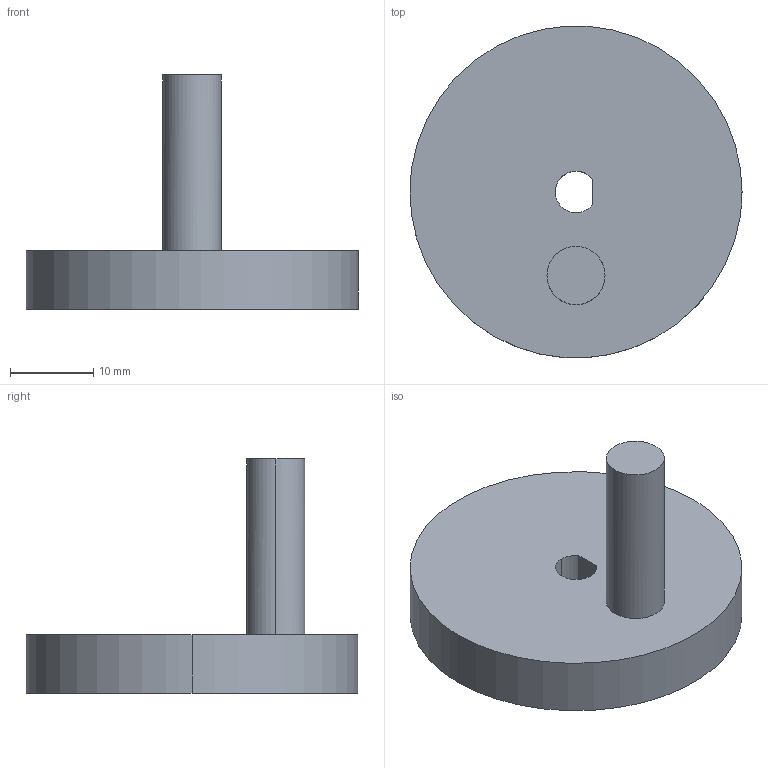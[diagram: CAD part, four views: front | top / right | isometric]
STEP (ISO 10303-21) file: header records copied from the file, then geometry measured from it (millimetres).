
FILE_DESCRIPTION((''),'2;1');
FILE_NAME('Open CASCADE Shape Model','2020-03-10T09:17:27',(''),(''), 'Open CASCADE STEP processor 7.0','','Unknown');
FILE_SCHEMA(('AUTOMOTIVE_DESIGN_CC2 { 1 2 10303 214 -1 1 5 4 }'));
Length unit declared in the file: millimetre
Products named in the file (1): Document
Bounding box: 40 x 39.94 x 28.2 mm (x, y, z)
Volume: 9490.5 mm3; surface area: 3931.9 mm2
Topology: 1 solids, 1 shells, 11 faces, 24 edges, 16 vertices
Faces by surface type: bspline 7, plane 4
Entity records: 377 total; most frequent: CARTESIAN_POINT 197, ORIENTED_EDGE 48, EDGE_CURVE 24, VERTEX_POINT 16, FACE_BOUND 14, EDGE_LOOP 14, ADVANCED_FACE 11, DIRECTION 10
